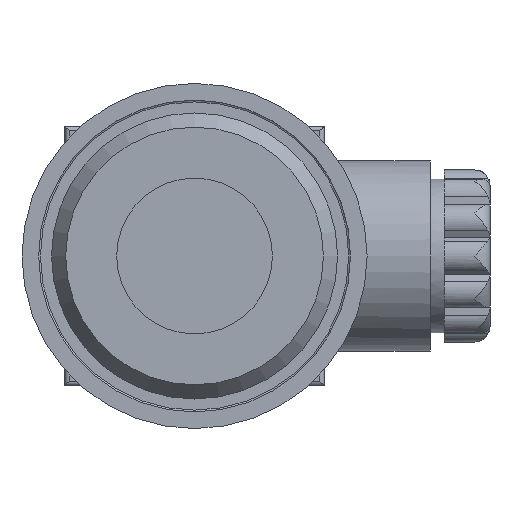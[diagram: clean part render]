
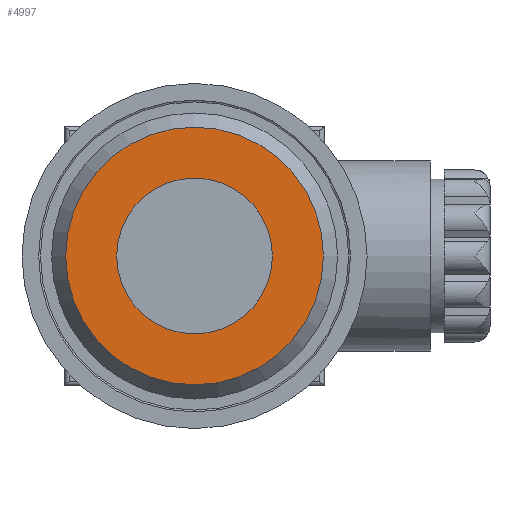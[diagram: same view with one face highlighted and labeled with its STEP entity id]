
A CAD part, front view. The second image highlights one B-rep face of the part: STEP entity #4997.
In plain terms, the highlighted planar face has unit normal (0, -1, 0).
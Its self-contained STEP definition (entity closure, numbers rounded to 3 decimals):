
#240=FACE_BOUND('',#1463,.T.);
#1188=FACE_OUTER_BOUND('',#1462,.T.);
#1462=EDGE_LOOP('',(#3375));
#1463=EDGE_LOOP('',(#3376));
#1685=CIRCLE('',#5282,9.);
#1697=CIRCLE('',#5309,14.9);
#1891=VERTEX_POINT('',#7353);
#1911=VERTEX_POINT('',#7422);
#2410=EDGE_CURVE('',#1891,#1891,#1685,.T.);
#2444=EDGE_CURVE('',#1911,#1911,#1697,.T.);
#3375=ORIENTED_EDGE('',*,*,#2444,.T.);
#3376=ORIENTED_EDGE('',*,*,#2410,.T.);
#4515=PLANE('',#5341);
#4997=ADVANCED_FACE('',(#1188,#240),#4515,.T.);
#5282=AXIS2_PLACEMENT_3D('',#7355,#5918,#5919);
#5309=AXIS2_PLACEMENT_3D('',#7424,#5994,#5995);
#5341=AXIS2_PLACEMENT_3D('',#7481,#6064,#6065);
#5918=DIRECTION('center_axis',(0.,1.,0.));
#5919=DIRECTION('ref_axis',(-1.,0.,0.));
#5994=DIRECTION('center_axis',(0.,-1.,0.));
#5995=DIRECTION('ref_axis',(1.,0.,0.));
#6064=DIRECTION('center_axis',(0.,-1.,0.));
#6065=DIRECTION('ref_axis',(0.,0.,
-1.));
#7353=CARTESIAN_POINT('',(9.,-40.7,0.));
#7355=CARTESIAN_POINT('Origin',(0.,-40.7,0.));
#7422=CARTESIAN_POINT('',(-14.9,-40.7,0.));
#7424=CARTESIAN_POINT('Origin',(0.,-40.7,0.));
#7481=CARTESIAN_POINT('Origin',(7.45,-40.7,0.));
